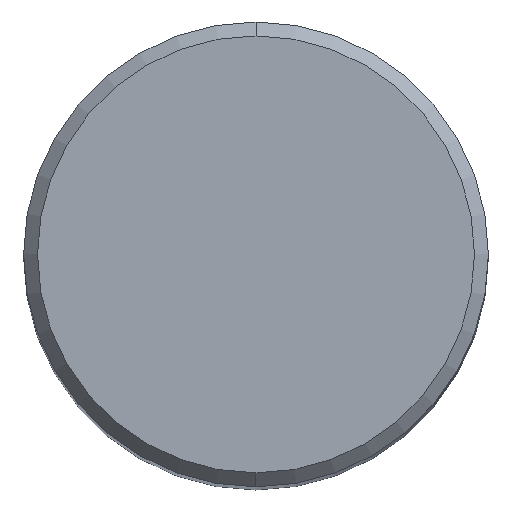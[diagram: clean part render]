
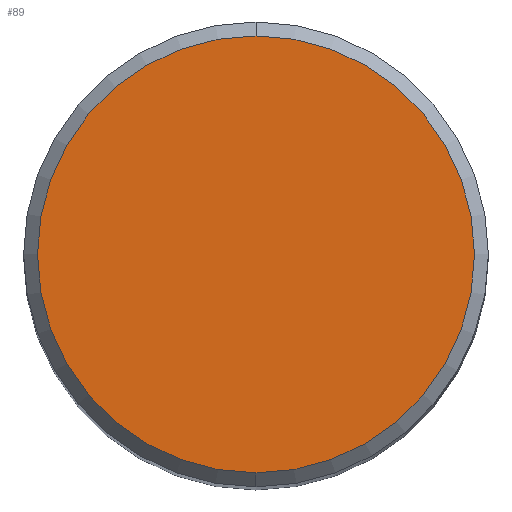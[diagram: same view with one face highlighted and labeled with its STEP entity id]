
A CAD part, top view. The second image highlights one B-rep face of the part: STEP entity #89.
In plain terms, the highlighted planar face has unit normal (0, 0, 1).
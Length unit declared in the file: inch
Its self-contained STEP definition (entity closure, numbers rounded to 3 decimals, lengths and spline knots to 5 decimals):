
#10 = FACE_OUTER_BOUND ( 'NONE', #345, .T. ) ;
#56 = EDGE_CURVE ( 'NONE', #154, #78, #346, .T. ) ;
#78 = VERTEX_POINT ( 'NONE', #355 ) ;
#88 = CARTESIAN_POINT ( 'NONE',  ( 0., 0.235, 0. ) ) ;
#89 = ADVANCED_FACE ( 'NONE', ( #10 ), #445, .F. ) ;
#110 = EDGE_CURVE ( 'NONE', #78, #154, #167, .T. ) ;
#154 = VERTEX_POINT ( 'NONE', #247 ) ;
#167 = CIRCLE ( 'NONE', #188, 0.235 ) ;
#188 = AXIS2_PLACEMENT_3D ( 'NONE', #363, #317, #480 ) ;
#204 = DIRECTION ( 'NONE',  ( 0., 1., 0. ) ) ;
#247 = CARTESIAN_POINT ( 'NONE',  ( 0., -0.235, 0. ) ) ;
#317 = DIRECTION ( 'NONE',  ( 0., 0., 1. ) ) ;
#321 = DIRECTION ( 'NONE',  ( 0., -1., 0. ) ) ;
#345 = EDGE_LOOP ( 'NONE', ( #412, #501 ) ) ;
#346 = CIRCLE ( 'NONE', #407, 0.235 ) ;
#355 = CARTESIAN_POINT ( 'NONE',  ( 0., 0.235, 0. ) ) ;
#363 = CARTESIAN_POINT ( 'NONE',  ( 0., 0., 0. ) ) ;
#366 = DIRECTION ( 'NONE',  ( 0., 0., 1. ) ) ;
#405 = DIRECTION ( 'NONE',  ( 0., 0., -1. ) ) ;
#407 = AXIS2_PLACEMENT_3D ( 'NONE', #477, #366, #321 ) ;
#412 = ORIENTED_EDGE ( 'NONE', *, *, #110, .T. ) ;
#415 = AXIS2_PLACEMENT_3D ( 'NONE', #88, #405, #204 ) ;
#445 = PLANE ( 'NONE',  #415 ) ;
#477 = CARTESIAN_POINT ( 'NONE',  ( 0., 0., 0. ) ) ;
#480 = DIRECTION ( 'NONE',  ( 0., -1., 0. ) ) ;
#501 = ORIENTED_EDGE ( 'NONE', *, *, #56, .T. ) ;
